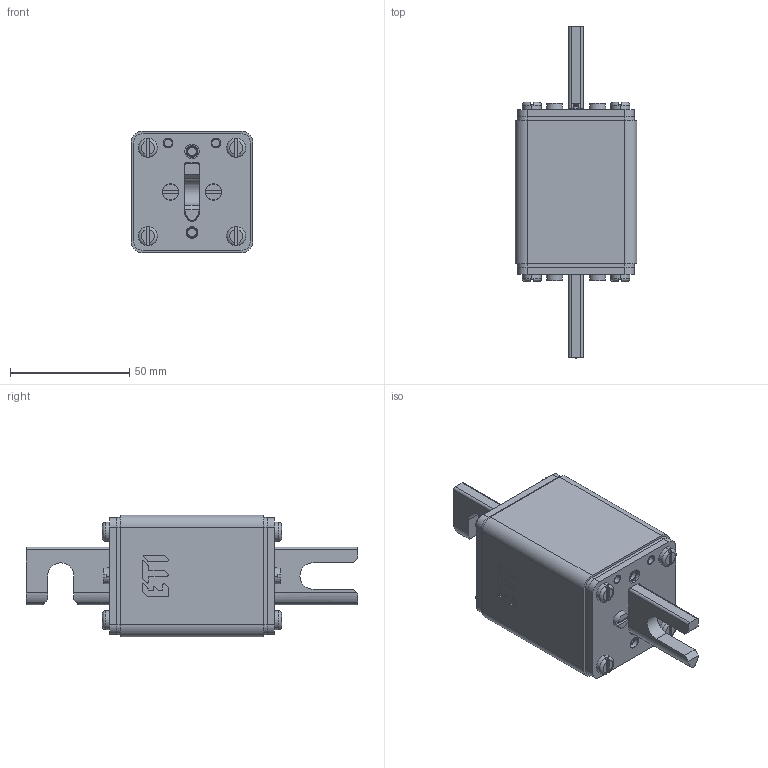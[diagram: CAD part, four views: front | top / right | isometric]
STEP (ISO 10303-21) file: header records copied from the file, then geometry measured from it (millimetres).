
FILE_DESCRIPTION((''),'2;1');
FILE_NAME('004723250_ASM','2021-12-21T',('marketing.praksa'),('Audax d.o.o.'),'CREO PARAMETRIC BY PTC INC, 2017480','CREO PARAMETRIC BY PTC INC, 2017480','');
FILE_SCHEMA(('AUTOMOTIVE_DESIGN { 1 0 10303 214 1 1 1 1 }'));
Length unit declared in the file: millimetre
Products named in the file (15): 0000029902_1_1_1; 0000015247_AF0_1_1_1_2; 0000015241_AF0_2_1; 0000015250_ASM_1_ASM_1_ASM; 0000015247_AF1_1_1; 0000015244_AF0_2_1; 0000015261_ASM_1_ASM_1_ASM; 0000036699_1_1; 0000011586_AF1_1_1_1; 0000011580_1_1_1; 0000011599_1_1_1; 0000015360_1_1_1; 0000037876_1_1_1; 0000030084_2_1; 004723250_ASM
Assembly tree (28 placements, depth 3):
  004723250_ASM
    0000029902_1_1_1  x2
    0000015250_ASM_1_ASM_1_ASM
      0000015247_AF0_1_1_1_2
      0000015241_AF0_2_1
    0000015261_ASM_1_ASM_1_ASM
      0000015247_AF1_1_1
      0000015244_AF0_2_1
    0000036699_1_1  x2
    0000011586_AF1_1_1_1
    0000011580_1_1_1
    0000011599_1_1_1  x3
    0000015360_1_1_1  x8
    0000037876_1_1_1  x4
    0000030084_2_1
Bounding box: 51 x 139 x 51 mm (x, y, z)
Volume: 185393.9 mm3; surface area: 53186.3 mm2
Topology: 26 solids, 46 shells, 764 faces, 1890 edges, 1212 vertices
Faces by surface type: cylinder 332, plane 289, torus 72, cone 68, bspline 3
Entity records: 21980 total; most frequent: CARTESIAN_POINT 3040, DIRECTION 2634, ORIENTED_EDGE 2260, EDGE_CURVE 1160, AXIS2_PLACEMENT_3D 1018, PRESENTATION_STYLE_ASSIGNMENT 813, VERTEX_POINT 762, STYLED_ITEM 762
